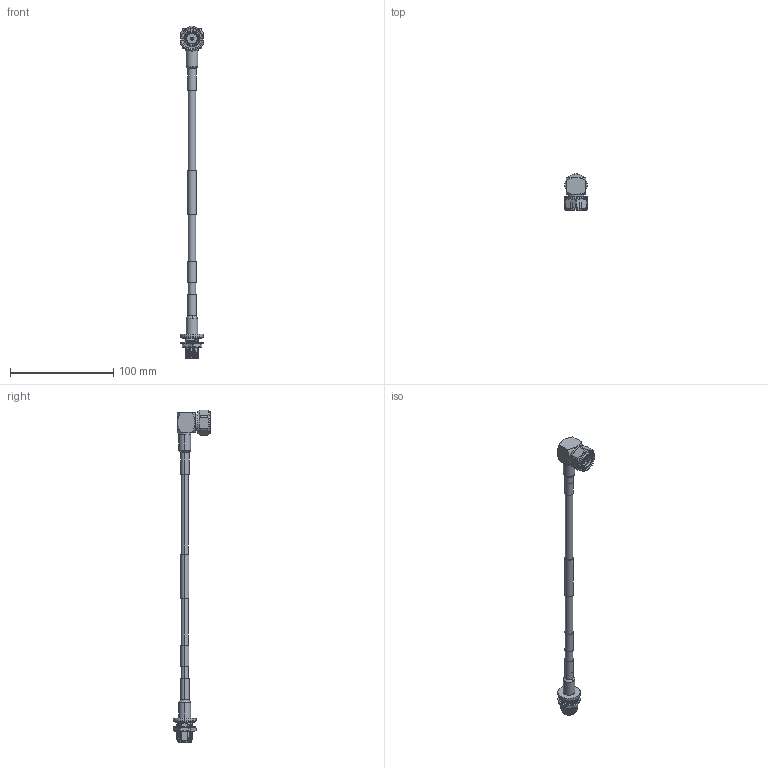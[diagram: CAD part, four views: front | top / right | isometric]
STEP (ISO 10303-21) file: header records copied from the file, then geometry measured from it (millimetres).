
FILE_DESCRIPTION (( 'STEP AP214' ), '1' );
FILE_NAME ('FMCA1909_3D.step', '2025-07-24T23:35:15', ( '' ), ( '' ), 'SwSTEP 2.0', 'SolidWorks 2022', '' );
FILE_SCHEMA (( 'AUTOMOTIVE_DESIGN' ));
Length unit declared in the file: inch
Products named in the file (5): Coax Cable^FMCA1909; Heat Shrink^FMCA1909; TC-250-4310M-RA-LP_3D^FMCA1909; TC-SPP250-NF-BH-LP_3D^FMCA1909; FMCA1909_3D
Assembly tree (5 placements, depth 2):
  FMCA1909_3D
    Coax Cable^FMCA1909
    Heat Shrink^FMCA1909  x2
    TC-SPP250-NF-BH-LP_3D^FMCA1909
    TC-250-4310M-RA-LP_3D^FMCA1909
Bounding box: 22 x 35.98 x 320.9 mm (x, y, z)
Volume: 30000.2 mm3; surface area: 18474.6 mm2
Topology: 10 solids, 10 shells, 498 faces, 1290 edges, 824 vertices
Faces by surface type: bspline 139, cylinder 138, cone 123, plane 80, torus 18
Entity records: 65580 total; most frequent: CARTESIAN_POINT 54910, ORIENTED_EDGE 2536, DIRECTION 1751, EDGE_CURVE 1268, VERTEX_POINT 812, AXIS2_PLACEMENT_3D 709, EDGE_LOOP 514, ADVANCED_FACE 490
